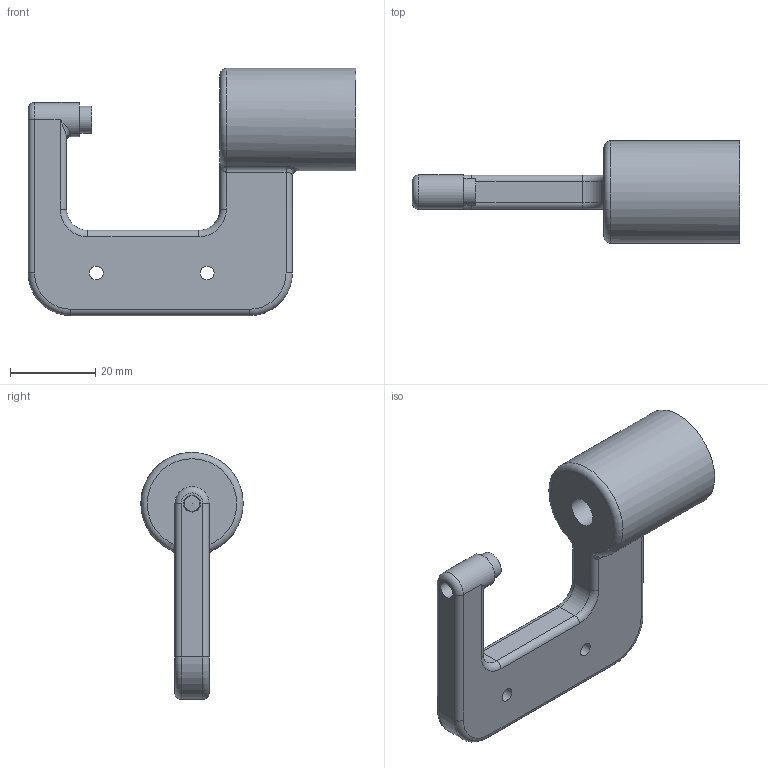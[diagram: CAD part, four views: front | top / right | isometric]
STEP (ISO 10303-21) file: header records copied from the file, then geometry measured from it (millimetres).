
FILE_DESCRIPTION(/* description */ ('Unknown'),/* implementation_level */ '2;1');
FILE_NAME(/* name */ 'stoabmm',/* time_stamp */ '2021-10-25T17:41:01+01:00',/* author */ ('Unknown'),/* organization */ ('Unknown'),/* preprocessor_version */ 'ST-DEVELOPER v16.7',/* originating_system */ 'Solid Edge',/* authorisation */ 'Unknown');
FILE_SCHEMA (('AUTOMOTIVE_DESIGN {1 0 10303 214 3 1 1}'));
Length unit declared in the file: millimetre
Products named in the file (3): stoabmm; Frame1; Anvil1
Assembly tree (2 placements, depth 2):
  stoabmm
    Frame1
    Anvil1
Bounding box: 76.88 x 24 x 58 mm (x, y, z)
Volume: 23600.4 mm3; surface area: 9692.6 mm2
Topology: 2 solids, 2 shells, 63 faces, 143 edges, 82 vertices
Faces by surface type: cylinder 28, plane 14, torus 12, bspline 6, cone 2, sphere 1
Full cylindrical faces by diameter (mm): 3.242 x2, 3.842 x1, 4 x1, 6.344 x1, 7 x1, 8 x1, 16 x1, 18.88 x1, 24 x1
Entity records: 2205 total; most frequent: CARTESIAN_POINT 429, DIRECTION 298, ORIENTED_EDGE 240, AXIS2_PLACEMENT_3D 130, EDGE_CURVE 120, EDGE_LOOP 86, FACE_BOUND 86, VERTEX_POINT 76
